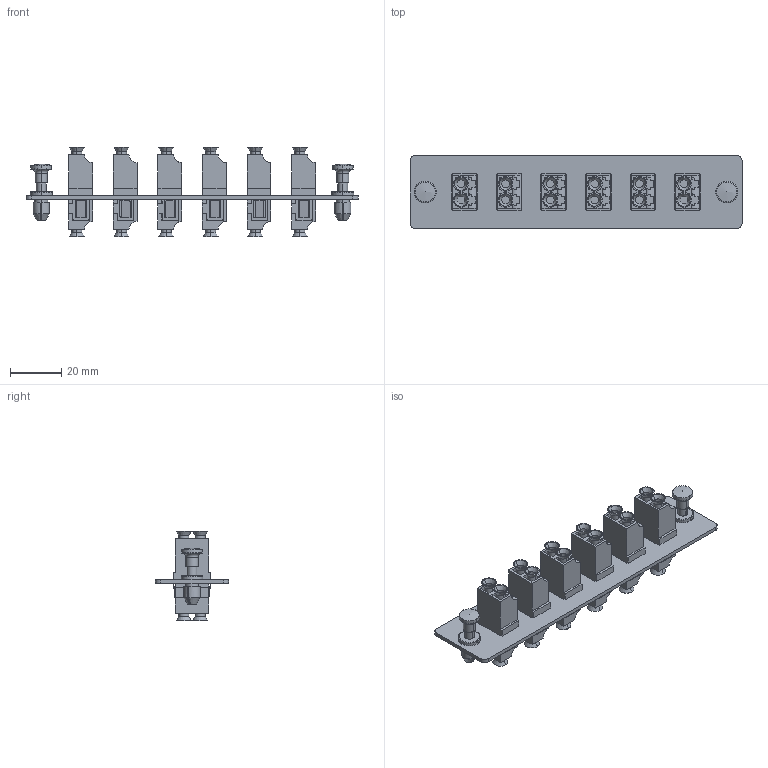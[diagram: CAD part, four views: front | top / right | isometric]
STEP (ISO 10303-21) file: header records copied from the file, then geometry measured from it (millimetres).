
FILE_DESCRIPTION (( 'STEP AP214' ), '1' );
FILE_NAME ('FSP-LCK.STEP', '2013-02-15T16:34:37', ( 'x' ), ( '' ), 'SwSTEP 2.0', 'SolidWorks 2012', '' );
FILE_SCHEMA (( 'AUTOMOTIVE_DESIGN' ));
Length unit declared in the file: inch
Products named in the file (8): FOA-LCK_WITH CAPS; FOA-LCK-MM-MA2; FOA-LCK-MM-MA1; FOA-LCK-MM; FSP-6BNK-SLC; FSP-6BNK-SCL-MA2; FSP-LCK
Assembly tree (16 placements, depth 3):
  FSP-LCK
    FSP-6BNK-SLC
      FSP-6BNK-SLC
      FSP-6BNK-SCL-MA2  x2
    FOA-LCK_WITH CAPS  x6
      FOA-LCK-MM
      FOA-LCK-MM-MA1
      FOA-LCK-MM-MA2
Bounding box: 129.5 x 28.5 x 34.91 mm (x, y, z)
Volume: 15735.5 mm3; surface area: 40716 mm2
Topology: 41 solids, 41 shells, 1902 faces, 5086 edges, 3326 vertices
Faces by surface type: plane 1268, cylinder 504, cone 108, torus 16, sphere 6
Entity records: 13781 total; most frequent: CARTESIAN_POINT 2012, ORIENTED_EDGE 1908, DIRECTION 1908, EDGE_CURVE 954, VECTOR 702, LINE 702, VERTEX_POINT 627, AXIS2_PLACEMENT_3D 603
